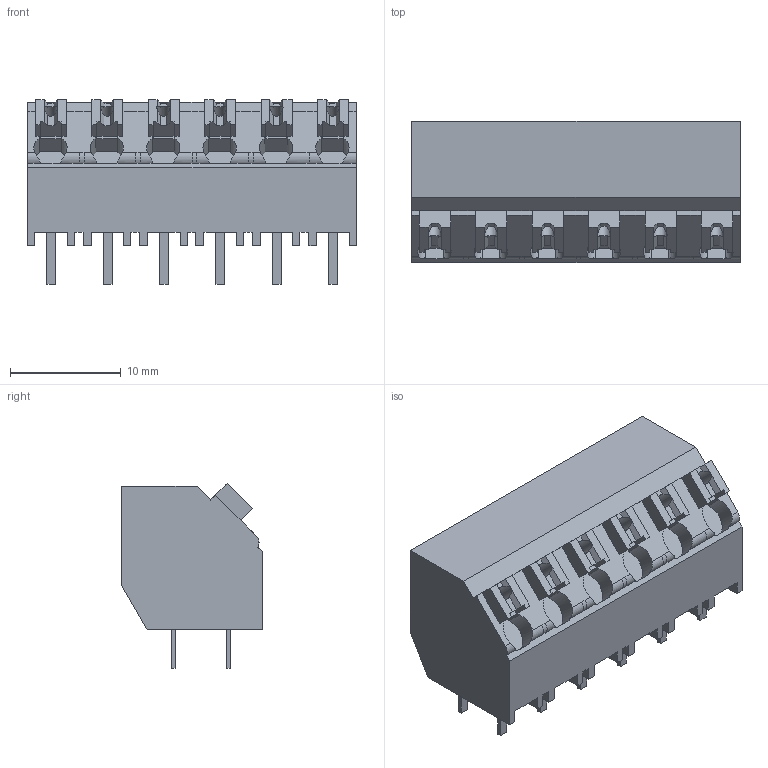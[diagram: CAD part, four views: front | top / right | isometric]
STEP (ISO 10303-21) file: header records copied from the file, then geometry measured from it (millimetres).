
FILE_DESCRIPTION(('CATIA V5 STEP Exchange','CAx-IF Rec.Pracs.--- Model Styling and Organization---1.2---2011-12-15'),'2;1');
FILE_NAME ('D1458443_0_1885060000_1885060000.stp','2018-03-20T13:48:47+00:00',('none'),('Weidmueller'),'CATIA Version 5-6 Release 2014','CATIA V5 STEP AP214','none');
FILE_SCHEMA(('AUTOMOTIVE_DESIGN { 1 0 10303 214 1 1 1 1 }'));
Length unit declared in the file: millimetre
Products named in the file (1): 1885060000
Bounding box: 29.6 x 12.7 x 16.66 mm (x, y, z)
Volume: 3429.6 mm3; surface area: 3379 mm2
Topology: 19 solids, 19 shells, 441 faces, 1258 edges, 860 vertices
Faces by surface type: plane 401, cylinder 40
Entity records: 13263 total; most frequent: CARTESIAN_POINT 2577, ORIENTED_EDGE 2516, DIRECTION 1670, EDGE_CURVE 1258, VECTOR 1127, LINE 1127, VERTEX_POINT 860, EDGE_LOOP 458
